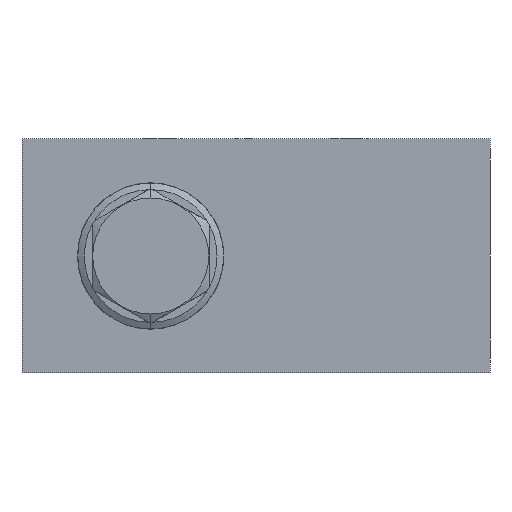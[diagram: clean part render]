
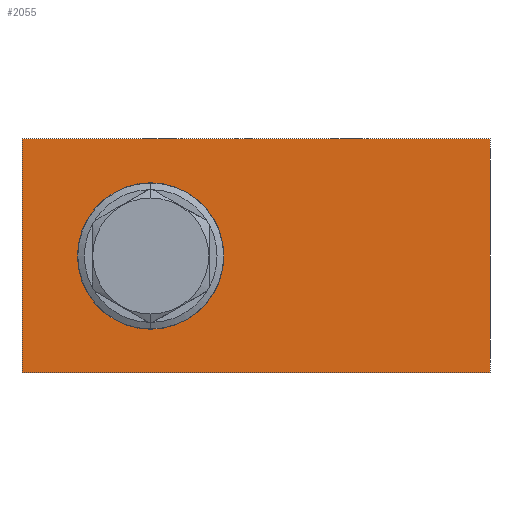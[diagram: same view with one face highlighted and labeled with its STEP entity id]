
A CAD part, left-side view. The second image highlights one B-rep face of the part: STEP entity #2055.
In plain terms, the highlighted planar face has unit normal (-1, 0, 0).
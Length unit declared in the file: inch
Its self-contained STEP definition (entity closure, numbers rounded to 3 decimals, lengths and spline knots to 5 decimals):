
#1=DIRECTION('',(0.,-1.,0.));
#2=VECTOR('',#1,5.);
#3=CARTESIAN_POINT('',(0.,0.,0.));
#4=LINE('',#3,#2);
#47=DIRECTION('',(0.,0.,1.));
#48=VECTOR('',#47,2.5);
#49=CARTESIAN_POINT('',(0.,0.,0.));
#50=LINE('',#49,#48);
#51=CARTESIAN_POINT('',(0.,-1.375,1.25));
#52=DIRECTION('',(1.,0.,0.));
#53=DIRECTION('',(0.,0.,-1.));
#54=AXIS2_PLACEMENT_3D('',#51,#52,#53);
#56=CARTESIAN_POINT('',(0.,-1.375,1.25));
#57=DIRECTION('',(1.,0.,0.));
#58=DIRECTION('',(0.,0.,1.));
#59=AXIS2_PLACEMENT_3D('',#56,#57,#58);
#89=DIRECTION('',(0.,0.,1.));
#90=VECTOR('',#89,2.5);
#91=CARTESIAN_POINT('',(0.,-5.,0.));
#92=LINE('',#91,#90);
#113=DIRECTION('',(0.,-1.,0.));
#114=VECTOR('',#113,5.);
#115=CARTESIAN_POINT('',(0.,0.,2.5));
#116=LINE('',#115,#114);
#1733=CARTESIAN_POINT('',(0.,0.,0.));
#1734=CARTESIAN_POINT('',(0.,-5.,0.));
#1735=VERTEX_POINT('',#1733);
#1736=VERTEX_POINT('',#1734);
#1741=CARTESIAN_POINT('',(0.,0.,2.5));
#1742=CARTESIAN_POINT('',(0.,-5.,2.5));
#1743=VERTEX_POINT('',#1741);
#1744=VERTEX_POINT('',#1742);
#1837=CARTESIAN_POINT('',(0.,-1.375,0.468));
#1838=CARTESIAN_POINT('',(0.,-1.375,2.032));
#1839=VERTEX_POINT('',#1837);
#1840=VERTEX_POINT('',#1838);
#2035=CARTESIAN_POINT('',(0.,0.,0.));
#2036=DIRECTION('',(-1.,0.,0.));
#2037=DIRECTION('',(0.,-1.,0.));
#2038=AXIS2_PLACEMENT_3D('',#2035,#2036,#2037);
#2039=PLANE('',#2038);
#2040=ORIENTED_EDGE('',*,*,#2006,.F.);
#2042=ORIENTED_EDGE('',*,*,#2041,.T.);
#2044=ORIENTED_EDGE('',*,*,#2043,.T.);
#2046=ORIENTED_EDGE('',*,*,#2045,.F.);
#2047=EDGE_LOOP('',(#2040,#2042,#2044,#2046));
#2048=FACE_OUTER_BOUND('',#2047,.F.);
#2050=ORIENTED_EDGE('',*,*,#2049,.F.);
#2052=ORIENTED_EDGE('',*,*,#2051,.F.);
#2053=EDGE_LOOP('',(#2050,#2052));
#2054=FACE_BOUND('',#2053,.F.);
#2055=ADVANCED_FACE('',(#2048,#2054),#2039,.T.);
#55=CIRCLE('',#54,0.782);
#60=CIRCLE('',#59,0.782);
#2006=EDGE_CURVE('',#1735,#1736,#4,.T.);
#2041=EDGE_CURVE('',#1735,#1743,#50,.T.);
#2043=EDGE_CURVE('',#1743,#1744,#116,.T.);
#2045=EDGE_CURVE('',#1736,#1744,#92,.T.);
#2049=EDGE_CURVE('',#1839,#1840,#55,.T.);
#2051=EDGE_CURVE('',#1840,#1839,#60,.T.);
